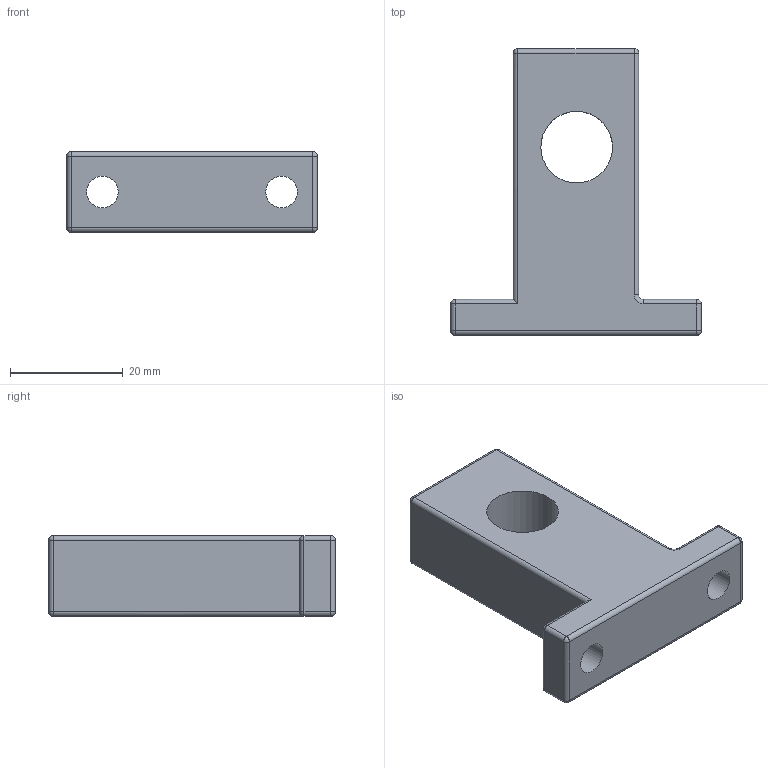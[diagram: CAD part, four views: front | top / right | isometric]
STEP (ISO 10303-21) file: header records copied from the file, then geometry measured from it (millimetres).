
FILE_DESCRIPTION(/* description */ (''),/* implementation_level */ '2;1');
FILE_NAME(/* name */ 'Bracket_ipt_4b74774c.STEP',/* time_stamp */ '2018-02-13T23:11:12-05:00',/* author */ ('adm253'),/* organization */ (''),/* preprocessor_version */ 'ST-DEVELOPER v16.13',/* originating_system */ 'Autodesk Inventor 2018',/* authorisation */ '');
FILE_SCHEMA (('AUTOMOTIVE_DESIGN { 1 0 10303 214 3 1 1 }'));
Length unit declared in the file: inch
Products named in the file (1): Bracket
Bounding box: 44.45 x 50.8 x 14.29 mm (x, y, z)
Volume: 15965.8 mm3; surface area: 5539.5 mm2
Topology: 1 solids, 1 shells, 50 faces, 102 edges, 54 vertices
Faces by surface type: cylinder 26, sphere 12, plane 10, torus 2
Full cylindrical faces by diameter (mm): 5.588 x2, 12.7 x1
Entity records: 1320 total; most frequent: DIRECTION 253, CARTESIAN_POINT 204, ORIENTED_EDGE 198, AXIS2_PLACEMENT_3D 103, EDGE_CURVE 99, EDGE_LOOP 59, VERTEX_POINT 54, FACE_OUTER_BOUND 50
